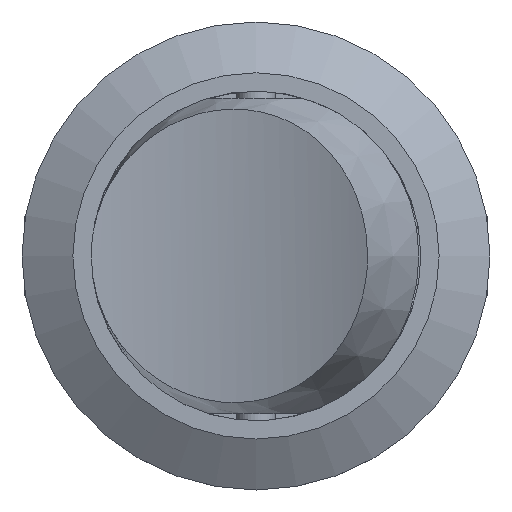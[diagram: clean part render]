
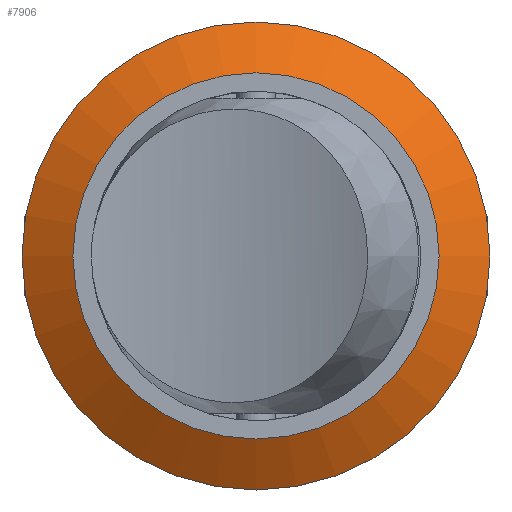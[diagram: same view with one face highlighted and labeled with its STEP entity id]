
A CAD part, top view. The second image highlights one B-rep face of the part: STEP entity #7906.
In plain terms, the highlighted conical face has half-angle 59.036 degrees and reference radius 25.4 mm.
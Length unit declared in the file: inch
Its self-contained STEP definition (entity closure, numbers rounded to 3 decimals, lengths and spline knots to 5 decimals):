
#7879=CARTESIAN_POINT('',(0.0,0.0,0.10079));
#7880=DIRECTION('',(0.0,0.0,-1.0));
#7881=DIRECTION('',(1.0,0.0,0.0));
#7882=AXIS2_PLACEMENT_3D('',#7879,#7880,#7881);
#7883=CONICAL_SURFACE('',#7882,1.0,59.036);
#7884=CARTESIAN_POINT('',(0.45276,0.,0.42913));
#7885=VERTEX_POINT('',#7884);
#7886=CARTESIAN_POINT('',(0.0,0.0,0.42913));
#7887=DIRECTION('',(0.0,0.0,1.0));
#7888=DIRECTION('',(-1.0,0.0,0.0));
#7889=AXIS2_PLACEMENT_3D('',#7886,#7887,#7888);
#7890=CIRCLE('',#7889,0.45276);
#7891=EDGE_CURVE('',#7885,#7885,#7890,.T.);
#7892=ORIENTED_EDGE('',*,*,#7891,.T.);
#7893=EDGE_LOOP('',(#7892));
#7894=FACE_OUTER_BOUND('',#7893,.T.);
#7895=CARTESIAN_POINT('',(0.35433,0.,0.48819));
#7896=VERTEX_POINT('',#7895);
#7897=CARTESIAN_POINT('',(0.0,0.0,0.48819));
#7898=DIRECTION('',(0.0,0.0,-1.0));
#7899=DIRECTION('',(-1.0,0.0,0.0));
#7900=AXIS2_PLACEMENT_3D('',#7897,#7898,#7899);
#7901=CIRCLE('',#7900,0.35433);
#7902=EDGE_CURVE('',#7896,#7896,#7901,.T.);
#7903=ORIENTED_EDGE('',*,*,#7902,.T.);
#7904=EDGE_LOOP('',(#7903));
#7905=FACE_BOUND('',#7904,.T.);
#7906=ADVANCED_FACE('',(#7894,#7905),#7883,.T.);
